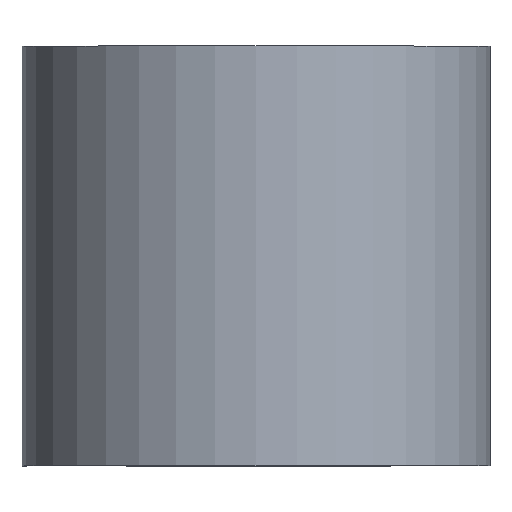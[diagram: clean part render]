
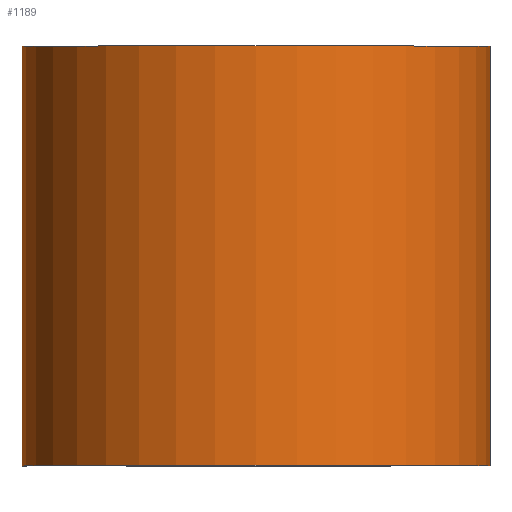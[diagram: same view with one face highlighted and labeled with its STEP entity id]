
A CAD part, top view. The second image highlights one B-rep face of the part: STEP entity #1189.
In plain terms, the highlighted cylindrical face has radius 27.899 mm (diameter 55.798 mm), a partial arc.
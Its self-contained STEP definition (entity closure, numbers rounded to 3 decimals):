
#20 = VECTOR ( 'NONE', #449, 1000. ) ;
#109 = DIRECTION ( 'NONE',  ( 1., 0., 0. ) ) ;
#171 = EDGE_CURVE ( 'NONE', #1965, #703, #1256, .T. ) ;
#232 = ORIENTED_EDGE ( 'NONE', *, *, #1865, .T. ) ;
#411 = EDGE_CURVE ( 'NONE', #1483, #1992, #1082, .T. ) ;
#417 = FACE_OUTER_BOUND ( 'NONE', #1298, .T. ) ;
#449 = DIRECTION ( 'NONE',  ( 0., -1., 0. ) ) ;
#478 = VECTOR ( 'NONE', #1983, 1000. ) ;
#489 = CARTESIAN_POINT ( 'NONE',  ( -28.149, 0., 0. ) ) ;
#550 = DIRECTION ( 'NONE',  ( 0., -1., 0. ) ) ;
#659 = CARTESIAN_POINT ( 'NONE',  ( 27.649, 50., 0. ) ) ;
#703 = VERTEX_POINT ( 'NONE', #1471 ) ;
#864 = DIRECTION ( 'NONE',  ( 0., -1., 0. ) ) ;
#1060 = DIRECTION ( 'NONE',  ( 0., 0., -1. ) ) ;
#1082 = LINE ( 'NONE', #1351, #478 ) ;
#1164 = EDGE_CURVE ( 'NONE', #703, #1992, #1177, .T. ) ;
#1177 = CIRCLE ( 'NONE', #1503, 27.899 ) ;
#1189 = ADVANCED_FACE ( 'NONE', ( #417 ), #1982, .T. ) ;
#1228 = CARTESIAN_POINT ( 'NONE',  ( -0.25, 50., 0. ) ) ;
#1256 = LINE ( 'NONE', #1731, #20 ) ;
#1298 = EDGE_LOOP ( 'NONE', ( #1397, #1746, #232, #1956 ) ) ;
#1351 = CARTESIAN_POINT ( 'NONE',  ( -28.149, 50., 0. ) ) ;
#1397 = ORIENTED_EDGE ( 'NONE', *, *, #1164, .F. ) ;
#1471 = CARTESIAN_POINT ( 'NONE',  ( 27.649, 0., 0. ) ) ;
#1483 = VERTEX_POINT ( 'NONE', #2058 ) ;
#1486 = CIRCLE ( 'NONE', #2059, 27.899 ) ;
#1503 = AXIS2_PLACEMENT_3D ( 'NONE', #1964, #864, #109 ) ;
#1652 = CARTESIAN_POINT ( 'NONE',  ( -0.25, 50., 0. ) ) ;
#1669 = AXIS2_PLACEMENT_3D ( 'NONE', #1652, #550, #1060 ) ;
#1731 = CARTESIAN_POINT ( 'NONE',  ( 27.649, 50., 0. ) ) ;
#1746 = ORIENTED_EDGE ( 'NONE', *, *, #171, .F. ) ;
#1859 = DIRECTION ( 'NONE',  ( 0., -1., 0. ) ) ;
#1865 = EDGE_CURVE ( 'NONE', #1965, #1483, #1486, .T. ) ;
#1956 = ORIENTED_EDGE ( 'NONE', *, *, #411, .T. ) ;
#1964 = CARTESIAN_POINT ( 'NONE',  ( -0.25, 0., 0. ) ) ;
#1965 = VERTEX_POINT ( 'NONE', #659 ) ;
#1982 = CYLINDRICAL_SURFACE ( 'NONE', #1669, 27.899 ) ;
#1983 = DIRECTION ( 'NONE',  ( 0., -1., 0. ) ) ;
#1986 = DIRECTION ( 'NONE',  ( 1., 0., 0. ) ) ;
#1992 = VERTEX_POINT ( 'NONE', #489 ) ;
#2058 = CARTESIAN_POINT ( 'NONE',  ( -28.149, 50., 0. ) ) ;
#2059 = AXIS2_PLACEMENT_3D ( 'NONE', #1228, #1859, #1986 ) ;
